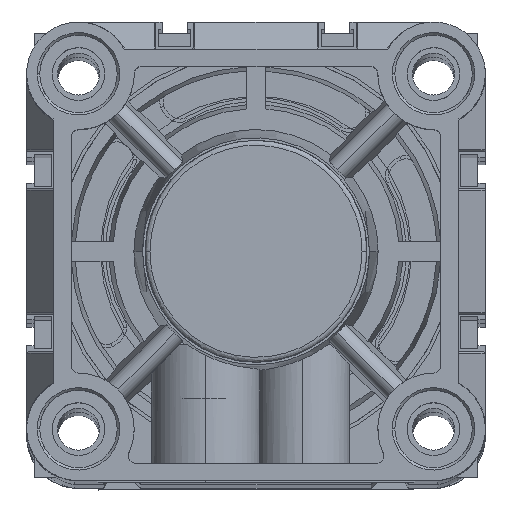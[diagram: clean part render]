
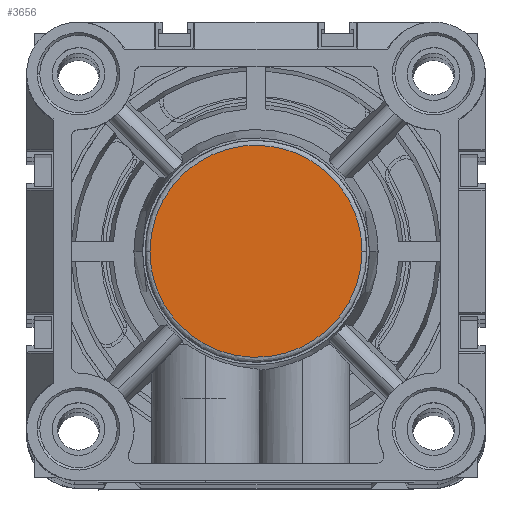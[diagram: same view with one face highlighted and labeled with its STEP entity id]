
A CAD part, top view. The second image highlights one B-rep face of the part: STEP entity #3656.
In plain terms, the highlighted planar face has unit normal (0, 0, 1).
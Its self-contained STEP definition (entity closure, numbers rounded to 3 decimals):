
#84 = VERTEX_POINT ( 'NONE', #46786 ) ;
#196 = EDGE_CURVE ( 'NONE', #84, #26085, #19036, .T. ) ;
#888 = CARTESIAN_POINT ( 'NONE',  ( 19.242, 19.242, 40. ) ) ;
#1506 = ORIENTED_EDGE ( 'NONE', *, *, #196, .F. ) ;
#2786 = EDGE_CURVE ( 'NONE', #26085, #84, #32958, .T. ) ;
#3656 = ADVANCED_FACE ( 'NONE', ( #36490 ), #26889, .T. ) ;
#8276 = AXIS2_PLACEMENT_3D ( 'NONE', #888, #30598, #8354 ) ;
#8354 = DIRECTION ( 'NONE',  ( 1., 0., 0. ) ) ;
#14217 = CARTESIAN_POINT ( 'NONE',  ( 19.5, 41., 40. ) ) ;
#17965 = CARTESIAN_POINT ( 'NONE',  ( 19.5, 84., 40. ) ) ;
#19036 =( BOUNDED_CURVE ( )  B_SPLINE_CURVE ( 3, ( #14217, #17965, #21755, #45272 ),
 .UNSPECIFIED., .F., .T. ) 
 B_SPLINE_CURVE_WITH_KNOTS ( ( 4, 4 ),
 ( 0., 1. ),
 .UNSPECIFIED. ) 
 CURVE ( )  GEOMETRIC_REPRESENTATION_ITEM ( )  RATIONAL_B_SPLINE_CURVE ( ( 0.957, 0.319, 0.319, 0.957 ) ) 
 REPRESENTATION_ITEM ( '' )  );
#19991 = CARTESIAN_POINT ( 'NONE',  ( 19.5, -2., 40. ) ) ;
#21755 = CARTESIAN_POINT ( 'NONE',  ( 62.5, 84., 40. ) ) ;
#26085 = VERTEX_POINT ( 'NONE', #27416 ) ;
#26889 = PLANE ( 'NONE',  #8276 ) ;
#27416 = CARTESIAN_POINT ( 'NONE',  ( 62.5, 41., 40. ) ) ;
#30598 = DIRECTION ( 'NONE',  ( 0., 0., 1. ) ) ;
#30970 = EDGE_LOOP ( 'NONE', ( #1506, #45566 ) ) ;
#30992 = CARTESIAN_POINT ( 'NONE',  ( 62.5, -2., 40. ) ) ;
#32958 =( BOUNDED_CURVE ( )  B_SPLINE_CURVE ( 3, ( #38391, #30992, #19991, #45719 ),
 .UNSPECIFIED., .F., .T. ) 
 B_SPLINE_CURVE_WITH_KNOTS ( ( 4, 4 ),
 ( 0., 1. ),
 .UNSPECIFIED. ) 
 CURVE ( )  GEOMETRIC_REPRESENTATION_ITEM ( )  RATIONAL_B_SPLINE_CURVE ( ( 0.957, 0.319, 0.319, 0.957 ) ) 
 REPRESENTATION_ITEM ( '' )  );
#36490 = FACE_OUTER_BOUND ( 'NONE', #30970, .T. ) ;
#38391 = CARTESIAN_POINT ( 'NONE',  ( 62.5, 41., 40. ) ) ;
#45272 = CARTESIAN_POINT ( 'NONE',  ( 62.5, 41., 40. ) ) ;
#45566 = ORIENTED_EDGE ( 'NONE', *, *, #2786, .F. ) ;
#45719 = CARTESIAN_POINT ( 'NONE',  ( 19.5, 41., 40. ) ) ;
#46786 = CARTESIAN_POINT ( 'NONE',  ( 19.5, 41., 40. ) ) ;
